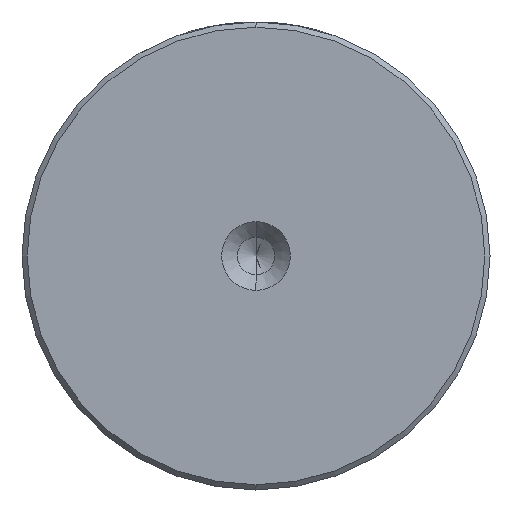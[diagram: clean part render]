
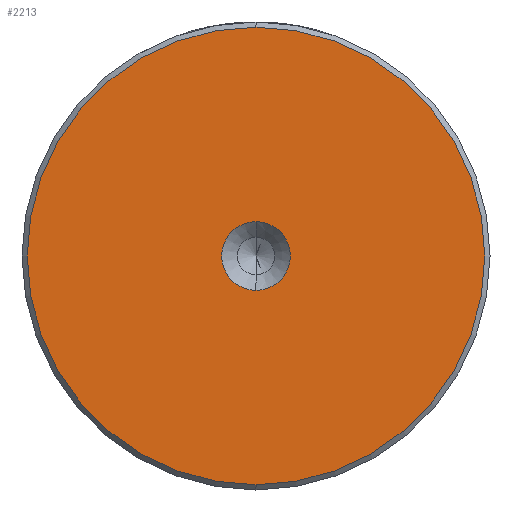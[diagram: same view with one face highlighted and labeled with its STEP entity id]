
A CAD part, left-side view. The second image highlights one B-rep face of the part: STEP entity #2213.
In plain terms, the highlighted planar face has unit normal (-1, 0, 0).
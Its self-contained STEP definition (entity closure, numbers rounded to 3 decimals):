
#116 = AXIS2_PLACEMENT_3D ( 'NONE', #2828, #1388, #3075 ) ;
#120 = CARTESIAN_POINT ( 'NONE',  ( 0., 0., 3.3 ) ) ;
#140 = EDGE_CURVE ( 'NONE', #210, #1874, #2058, .T. ) ;
#210 = VERTEX_POINT ( 'NONE', #120 ) ;
#243 = ORIENTED_EDGE ( 'NONE', *, *, #2760, .F. ) ;
#321 = AXIS2_PLACEMENT_3D ( 'NONE', #513, #498, #488 ) ;
#378 = FACE_BOUND ( 'NONE', #1356, .T. ) ;
#486 = ORIENTED_EDGE ( 'NONE', *, *, #1196, .T. ) ;
#488 = DIRECTION ( 'NONE',  ( 0., 0., 1. ) ) ;
#498 = DIRECTION ( 'NONE',  ( -1., 0., 0. ) ) ;
#513 = CARTESIAN_POINT ( 'NONE',  ( 0., 0., 0. ) ) ;
#871 = CARTESIAN_POINT ( 'NONE',  ( 0., 0., -22. ) ) ;
#891 = ORIENTED_EDGE ( 'NONE', *, *, #2295, .T. ) ;
#982 = CARTESIAN_POINT ( 'NONE',  ( 0., 0., 0. ) ) ;
#1144 = CIRCLE ( 'NONE', #1897, 22. ) ;
#1179 = CARTESIAN_POINT ( 'NONE',  ( 0., 0., 0. ) ) ;
#1190 = FACE_OUTER_BOUND ( 'NONE', #2609, .T. ) ;
#1196 = EDGE_CURVE ( 'NONE', #2991, #2651, #1144, .T. ) ;
#1240 = DIRECTION ( 'NONE',  ( -1., 0., 0. ) ) ;
#1306 = CARTESIAN_POINT ( 'NONE',  ( 0., 0., 0. ) ) ;
#1356 = EDGE_LOOP ( 'NONE', ( #1607, #243 ) ) ;
#1388 = DIRECTION ( 'NONE',  ( -1., 0., 0. ) ) ;
#1436 = DIRECTION ( 'NONE',  ( 0., 0., 1. ) ) ;
#1514 = CARTESIAN_POINT ( 'NONE',  ( 0., 0., -3.3 ) ) ;
#1541 = CIRCLE ( 'NONE', #2916, 22. ) ;
#1554 = DIRECTION ( 'NONE',  ( 0., 0., 1. ) ) ;
#1607 = ORIENTED_EDGE ( 'NONE', *, *, #140, .F. ) ;
#1874 = VERTEX_POINT ( 'NONE', #1514 ) ;
#1897 = AXIS2_PLACEMENT_3D ( 'NONE', #1306, #2994, #1554 ) ;
#1954 = AXIS2_PLACEMENT_3D ( 'NONE', #982, #1240, #2932 ) ;
#2058 = CIRCLE ( 'NONE', #321, 3.3 ) ;
#2213 = ADVANCED_FACE ( 'NONE', ( #1190, #378 ), #2686, .T. ) ;
#2292 = CARTESIAN_POINT ( 'NONE',  ( 0., 0., 22. ) ) ;
#2295 = EDGE_CURVE ( 'NONE', #2651, #2991, #1541, .T. ) ;
#2609 = EDGE_LOOP ( 'NONE', ( #486, #891 ) ) ;
#2651 = VERTEX_POINT ( 'NONE', #2292 ) ;
#2686 = PLANE ( 'NONE',  #1954 ) ;
#2760 = EDGE_CURVE ( 'NONE', #1874, #210, #2816, .T. ) ;
#2816 = CIRCLE ( 'NONE', #116, 3.3 ) ;
#2828 = CARTESIAN_POINT ( 'NONE',  ( 0., 0., 0. ) ) ;
#2869 = DIRECTION ( 'NONE',  ( -1., 0., 0. ) ) ;
#2916 = AXIS2_PLACEMENT_3D ( 'NONE', #1179, #2869, #1436 ) ;
#2932 = DIRECTION ( 'NONE',  ( 0., 0., 1. ) ) ;
#2991 = VERTEX_POINT ( 'NONE', #871 ) ;
#2994 = DIRECTION ( 'NONE',  ( -1., 0., 0. ) ) ;
#3075 = DIRECTION ( 'NONE',  ( 0., 0., 1. ) ) ;
